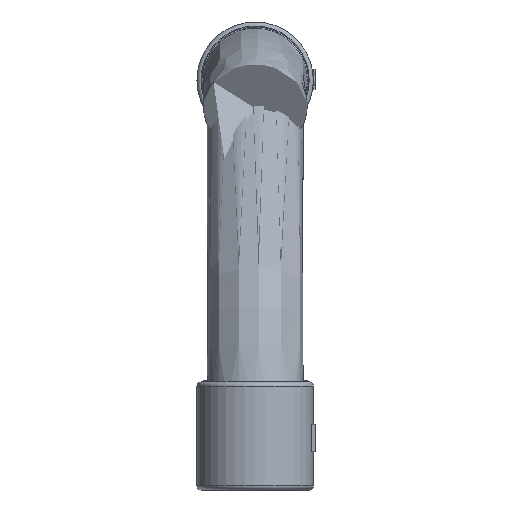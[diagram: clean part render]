
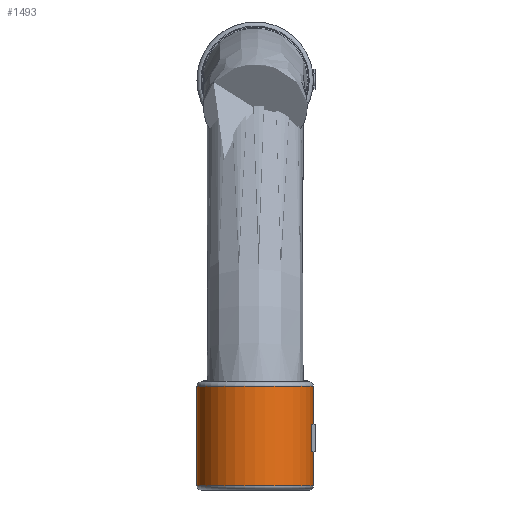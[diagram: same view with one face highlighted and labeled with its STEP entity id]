
A CAD part, front view. The second image highlights one B-rep face of the part: STEP entity #1493.
In plain terms, the highlighted cylindrical face has radius 14 mm (diameter 28 mm), a full revolution.
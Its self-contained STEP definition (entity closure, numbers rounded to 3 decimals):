
#1493=ADVANCED_FACE('',(#2986,#2988,#2990),#2992,.T.);
#2986=FACE_OUTER_BOUND('',#2987,.T.);
#2987=EDGE_LOOP('',(#4452));
#2988=FACE_OUTER_BOUND('',#2989,.T.);
#2989=EDGE_LOOP('',(#4453));
#2990=FACE_BOUND('',#2991,.T.);
#2991=EDGE_LOOP('',(#4454,#4455,#4456,#4457));
#2992=CYLINDRICAL_SURFACE('',#2993,14.);
#2993=AXIS2_PLACEMENT_3D('',#2994,#2995,#2996);
#2994=CARTESIAN_POINT('',(0.,-85.,-13.));
#2995=DIRECTION('',(0.,-0.,1.));
#2996=DIRECTION('',(0.,-1.,0.));
#4452=ORIENTED_EDGE('',*,*,#5242,.F.);
#4453=ORIENTED_EDGE('',*,*,#5239,.T.);
#4454=ORIENTED_EDGE('',*,*,#5243,.F.);
#4455=ORIENTED_EDGE('',*,*,#5244,.F.);
#4456=ORIENTED_EDGE('',*,*,#5245,.F.);
#4457=ORIENTED_EDGE('',*,*,#5246,.F.);
#5239=EDGE_CURVE('',#6048,#6048,#6049,.T.);
#5242=EDGE_CURVE('',#6054,#6054,#6055,.T.);
#5243=EDGE_CURVE('',#6056,#6057,#6058,.F.);
#5244=EDGE_CURVE('',#6059,#6056,#6060,.T.);
#5245=EDGE_CURVE('',#6061,#6059,#6062,.T.);
#5246=EDGE_CURVE('',#6057,#6061,#6063,.F.);
#6048=VERTEX_POINT('',#10161);
#6049=CIRCLE('',#10162,14.);
#6054=VERTEX_POINT('',#10734);
#6055=CIRCLE('',#10735,14.);
#6056=VERTEX_POINT('',#10739);
#6057=VERTEX_POINT('',#10740);
#6058=(BOUNDED_CURVE()B_SPLINE_CURVE(3,
(#10741,#10742,#10743,#10744),
.UNSPECIFIED.,.F.,.F.)B_SPLINE_CURVE_WITH_KNOTS((4,4),
(0.,1.),
.UNSPECIFIED.)CURVE()GEOMETRIC_REPRESENTATION_ITEM()RATIONAL_B_SPLINE_CURVE((1.,
1.,1.,1.))REPRESENTATION_ITEM(''));
#6059=VERTEX_POINT('',#10745);
#6060=CIRCLE('',#10746,14.);
#6061=VERTEX_POINT('',#10750);
#6062=(BOUNDED_CURVE()B_SPLINE_CURVE(3,
(#10751,#10752,#10753,#10754),
.UNSPECIFIED.,.F.,.F.)B_SPLINE_CURVE_WITH_KNOTS((4,4),
(0.,1.),
.UNSPECIFIED.)CURVE()GEOMETRIC_REPRESENTATION_ITEM()RATIONAL_B_SPLINE_CURVE((1.,
1.,1.,1.))REPRESENTATION_ITEM(''));
#6063=CIRCLE('',#10755,14.);
#10161=CARTESIAN_POINT('',(0.,-99.,-12.));
#10162=AXIS2_PLACEMENT_3D('',#10163,#10164,#10165);
#10163=CARTESIAN_POINT('',(0.,-85.,-12.));
#10164=DIRECTION('',(0.,0.,1.));
#10165=DIRECTION('',(0.,-1.,0.));
#10734=CARTESIAN_POINT('',(0.,-99.,12.));
#10735=AXIS2_PLACEMENT_3D('',#10736,#10737,#10738);
#10736=CARTESIAN_POINT('',(0.,-85.,12.));
#10737=DIRECTION('',(0.,0.,1.));
#10738=DIRECTION('',(0.,-1.,0.));
#10739=CARTESIAN_POINT('',(13.643,-81.859,-3.754));
#10740=CARTESIAN_POINT('',(13.643,-81.859,2.842));
#10741=CARTESIAN_POINT('',(13.643,-81.859,2.842));
#10742=CARTESIAN_POINT('',(13.643,-81.859,0.643));
#10743=CARTESIAN_POINT('',(13.643,-81.859,-1.556));
#10744=CARTESIAN_POINT('',(13.643,-81.859,-3.754));
#10745=CARTESIAN_POINT('',(13.643,-88.141,-3.755));
#10746=AXIS2_PLACEMENT_3D('',#10747,#10748,#10749);
#10747=CARTESIAN_POINT('',(0.,-85.,-3.754));
#10748=DIRECTION('',(0.,0.,1.));
#10749=DIRECTION('',(0.975,-0.224,0.));
#10750=CARTESIAN_POINT('',(13.643,-88.141,2.842));
#10751=CARTESIAN_POINT('',(13.643,-88.141,2.842));
#10752=CARTESIAN_POINT('',(13.643,-88.141,0.643));
#10753=CARTESIAN_POINT('',(13.643,-88.141,-1.556));
#10754=CARTESIAN_POINT('',(13.643,-88.141,-3.755));
#10755=AXIS2_PLACEMENT_3D('',#10756,#10757,#10758);
#10756=CARTESIAN_POINT('',(0.,-85.,2.842));
#10757=DIRECTION('',(0.,0.,1.));
#10758=DIRECTION('',(0.975,-0.224,0.));
